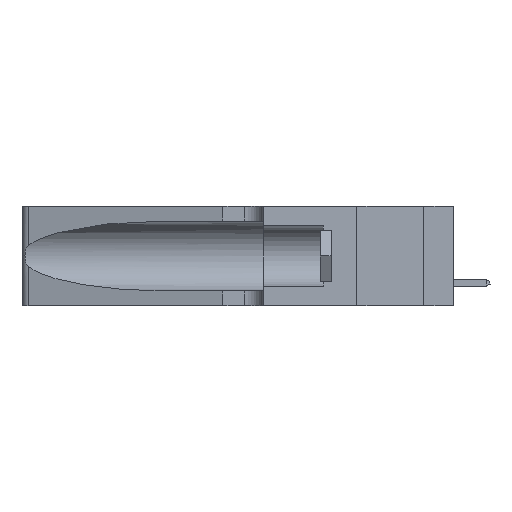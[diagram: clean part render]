
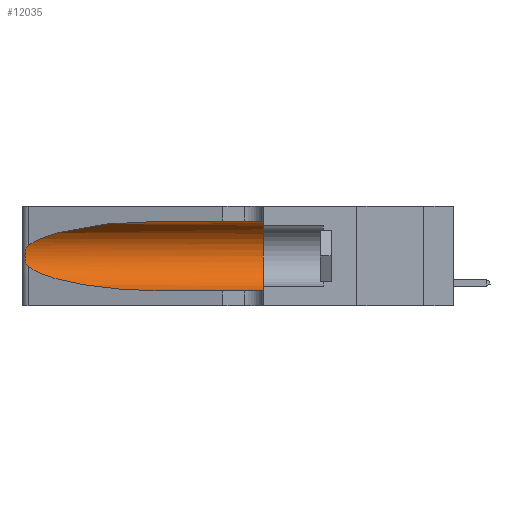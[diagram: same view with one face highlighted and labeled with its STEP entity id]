
A CAD part, left-side view. The second image highlights one B-rep face of the part: STEP entity #12035.
In plain terms, the highlighted cylindrical face has radius 3.308 mm (diameter 6.617 mm), a partial arc.
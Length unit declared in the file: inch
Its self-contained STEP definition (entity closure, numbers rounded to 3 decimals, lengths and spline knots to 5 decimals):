
#62 = FACE_OUTER_BOUND ( 'NONE', #34952, .T. ) ;
#188 = CARTESIAN_POINT ( 'NONE',  ( 0.25555, 1.22993, 0.14849 ) ) ;
#1243 = CARTESIAN_POINT ( 'NONE',  ( 0.18966, 0.96281, 0.31525 ) ) ;
#1883 = VERTEX_POINT ( 'NONE', #35706 ) ;
#2245 = CARTESIAN_POINT ( 'NONE',  ( 0.25856, 1.23593, 0.16098 ) ) ;
#2738 = CARTESIAN_POINT ( 'NONE',  ( 0.1305, 1.61858, 0.31525 ) ) ;
#4739 =( BOUNDED_CURVE ( )  B_SPLINE_CURVE ( 3, ( #14330, #1243, #24454, #40932 ),
 .UNSPECIFIED., .F., .F. ) 
 B_SPLINE_CURVE_WITH_KNOTS ( ( 4, 4 ),
 ( 1.5708, 2.84003 ),
 .UNSPECIFIED. ) 
 CURVE ( )  GEOMETRIC_REPRESENTATION_ITEM ( )  RATIONAL_B_SPLINE_CURVE ( ( 1., 0.87, 0.87, 1. ) ) 
 REPRESENTATION_ITEM ( '' )  );
#5877 = ORIENTED_EDGE ( 'NONE', *, *, #33687, .T. ) ;
#6046 =( BOUNDED_CURVE ( )  B_SPLINE_CURVE ( 3, ( #19933, #26540, #29830, #33126 ),
 .UNSPECIFIED., .F., .F. ) 
 B_SPLINE_CURVE_WITH_KNOTS ( ( 4, 4 ),
 ( 3.44316, 4.71239 ),
 .UNSPECIFIED. ) 
 CURVE ( )  GEOMETRIC_REPRESENTATION_ITEM ( )  RATIONAL_B_SPLINE_CURVE ( ( 1., 0.87, 0.87, 1. ) ) 
 REPRESENTATION_ITEM ( '' )  );
#8409 = CARTESIAN_POINT ( 'NONE',  ( 0.25487, 1.22718, 0.14631 ) ) ;
#9984 = EDGE_CURVE ( 'NONE', #1883, #32852, #4739, .T. ) ;
#10423 = EDGE_CURVE ( 'NONE', #32852, #15295, #30830, .T. ) ;
#10785 = CARTESIAN_POINT ( 'NONE',  ( 0.1305, 0.35, 0.05475 ) ) ;
#10819 = CARTESIAN_POINT ( 'NONE',  ( 0.25487, 1.22718, 0.22369 ) ) ;
#12035 = ADVANCED_FACE ( 'NONE', ( #62 ), #24258, .F. ) ;
#12596 = VECTOR ( 'NONE', #36689, 39.37008 ) ;
#12963 = AXIS2_PLACEMENT_3D ( 'NONE', #14301, #17532, #27549 ) ;
#13446 = DIRECTION ( 'NONE',  ( 0., -1., 0. ) ) ;
#14102 = LINE ( 'NONE', #33416, #12596 ) ;
#14301 = CARTESIAN_POINT ( 'NONE',  ( 0.1305, 0.35, 0.185 ) ) ;
#14330 = CARTESIAN_POINT ( 'NONE',  ( 0.1305, 0.72297, 0.31525 ) ) ;
#14569 = ORIENTED_EDGE ( 'NONE', *, *, #26730, .F. ) ;
#15295 = VERTEX_POINT ( 'NONE', #25525 ) ;
#16425 = DIRECTION ( 'NONE',  ( 0., 0., -1. ) ) ;
#16792 = EDGE_CURVE ( 'NONE', #26029, #20910, #23034, .T. ) ;
#17532 = DIRECTION ( 'NONE',  ( 0., 1., 0. ) ) ;
#18689 = CARTESIAN_POINT ( 'NONE',  ( 0.26075, 1.23896, 0.178 ) ) ;
#19933 = CARTESIAN_POINT ( 'NONE',  ( 0.25487, 1.22718, 0.14631 ) ) ;
#20910 = VERTEX_POINT ( 'NONE', #10785 ) ;
#21679 = CARTESIAN_POINT ( 'NONE',  ( 0.25639, 1.23184, 0.21858 ) ) ;
#21971 = CARTESIAN_POINT ( 'NONE',  ( 0.26017, 1.23833, 0.17102 ) ) ;
#23034 = CIRCLE ( 'NONE', #12963, 0.13025 ) ;
#23244 = CARTESIAN_POINT ( 'NONE',  ( 0.25639, 1.23186, 0.15144 ) ) ;
#24047 = CARTESIAN_POINT ( 'NONE',  ( 0.1305, 0.35, 0.31525 ) ) ;
#24258 = CYLINDRICAL_SURFACE ( 'NONE', #39858, 0.13025 ) ;
#24454 = CARTESIAN_POINT ( 'NONE',  ( 0.2373, 1.15595, 0.28018 ) ) ;
#25525 = CARTESIAN_POINT ( 'NONE',  ( 0.25487, 1.22718, 0.14631 ) ) ;
#26029 = VERTEX_POINT ( 'NONE', #24047 ) ;
#26540 = CARTESIAN_POINT ( 'NONE',  ( 0.2373, 1.15595, 0.08982 ) ) ;
#26730 = EDGE_CURVE ( 'NONE', #1883, #26029, #33253, .T. ) ;
#27549 = DIRECTION ( 'NONE',  ( 0., 0., 1. ) ) ;
#28290 = CARTESIAN_POINT ( 'NONE',  ( 0.25787, 1.23484, 0.2124 ) ) ;
#28471 = ORIENTED_EDGE ( 'NONE', *, *, #16792, .F. ) ;
#29830 = CARTESIAN_POINT ( 'NONE',  ( 0.18966, 0.96281, 0.05475 ) ) ;
#30830 = B_SPLINE_CURVE_WITH_KNOTS ( 'NONE', 3,
 ( #41466, #32136, #21679, #28290, #31729, #35029, #38342, #18689, #21971, #2245, #31863, #23244, #188, #8409 ),
 .UNSPECIFIED., .F., .F.,
 ( 4, 2, 2, 2, 2, 2, 4 ),
 ( 0., 0.00027, 0.00053, 0.00107, 0.0016, 0.00187, 0.00214 ),
 .UNSPECIFIED. ) ;
#31729 = CARTESIAN_POINT ( 'NONE',  ( 0.25854, 1.2359, 0.20912 ) ) ;
#31863 = CARTESIAN_POINT ( 'NONE',  ( 0.25789, 1.23486, 0.15765 ) ) ;
#32074 = DIRECTION ( 'NONE',  ( 0., -1., 0. ) ) ;
#32136 = CARTESIAN_POINT ( 'NONE',  ( 0.25555, 1.22994, 0.2215 ) ) ;
#32852 = VERTEX_POINT ( 'NONE', #10819 ) ;
#33126 = CARTESIAN_POINT ( 'NONE',  ( 0.1305, 0.72297, 0.05475 ) ) ;
#33253 = LINE ( 'NONE', #2738, #39420 ) ;
#33416 = CARTESIAN_POINT ( 'NONE',  ( 0.1305, 1.61858, 0.05475 ) ) ;
#33623 = ORIENTED_EDGE ( 'NONE', *, *, #10423, .T. ) ;
#33687 = EDGE_CURVE ( 'NONE', #36885, #20910, #14102, .T. ) ;
#34952 = EDGE_LOOP ( 'NONE', ( #39032, #33623, #35887, #5877, #28471, #14569 ) ) ;
#35029 = CARTESIAN_POINT ( 'NONE',  ( 0.26018, 1.23835, 0.19895 ) ) ;
#35416 = EDGE_CURVE ( 'NONE', #15295, #36885, #6046, .T. ) ;
#35706 = CARTESIAN_POINT ( 'NONE',  ( 0.1305, 0.72297, 0.31525 ) ) ;
#35887 = ORIENTED_EDGE ( 'NONE', *, *, #35416, .T. ) ;
#36689 = DIRECTION ( 'NONE',  ( 0., -1., 0. ) ) ;
#36885 = VERTEX_POINT ( 'NONE', #41600 ) ;
#38342 = CARTESIAN_POINT ( 'NONE',  ( 0.26075, 1.23896, 0.19203 ) ) ;
#39032 = ORIENTED_EDGE ( 'NONE', *, *, #9984, .T. ) ;
#39420 = VECTOR ( 'NONE', #32074, 39.37008 ) ;
#39858 = AXIS2_PLACEMENT_3D ( 'NONE', #40525, #13446, #16425 ) ;
#40525 = CARTESIAN_POINT ( 'NONE',  ( 0.1305, 1.61858, 0.185 ) ) ;
#40932 = CARTESIAN_POINT ( 'NONE',  ( 0.25487, 1.22718, 0.22369 ) ) ;
#41466 = CARTESIAN_POINT ( 'NONE',  ( 0.25487, 1.22718, 0.22369 ) ) ;
#41600 = CARTESIAN_POINT ( 'NONE',  ( 0.1305, 0.72297, 0.05475 ) ) ;
